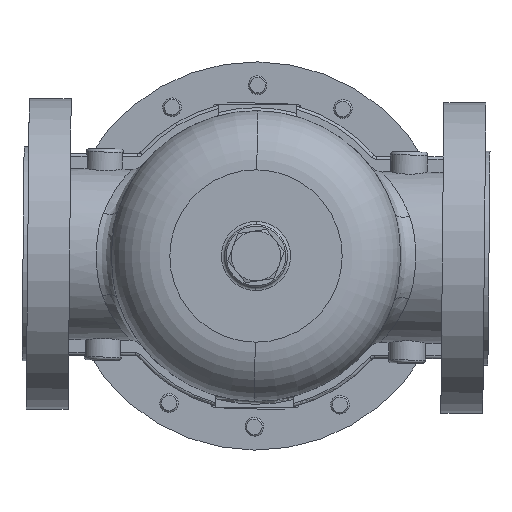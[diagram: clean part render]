
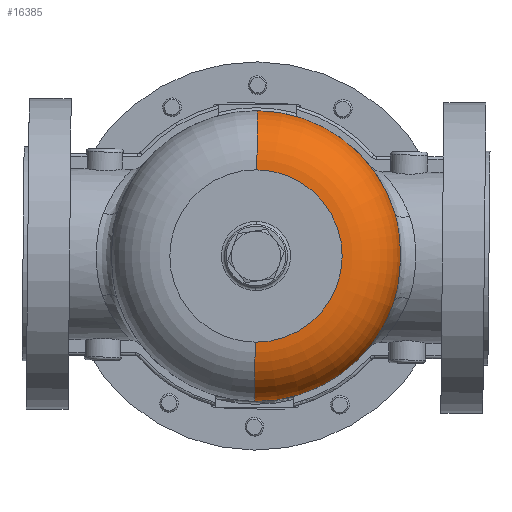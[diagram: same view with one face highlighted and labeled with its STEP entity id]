
A CAD part, front view. The second image highlights one B-rep face of the part: STEP entity #16385.
In plain terms, the highlighted toroidal (fillet/blend) face has major radius 55.5 mm and minor radius 38 mm.
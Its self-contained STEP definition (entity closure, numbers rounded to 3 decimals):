
#53 = CARTESIAN_POINT ( 'NONE',  ( 89.794, -97.478, 26.161 ) ) ;
#144 = DIRECTION ( 'NONE',  ( 1., 0., 0. ) ) ;
#159 = ORIENTED_EDGE ( 'NONE', *, *, #6733, .T. ) ;
#469 = ORIENTED_EDGE ( 'NONE', *, *, #11955, .T. ) ;
#922 = EDGE_CURVE ( 'NONE', #3819, #10472, #2083, .T. ) ;
#1398 = CARTESIAN_POINT ( 'NONE',  ( 92.584, -102.139, -9.823 ) ) ;
#1511 = CARTESIAN_POINT ( 'NONE',  ( 91.728, -100.645, 17.063 ) ) ;
#1686 = CARTESIAN_POINT ( 'NONE',  ( 89.11, -96.439, -28.315 ) ) ;
#1976 = CARTESIAN_POINT ( 'NONE',  ( 0., -96.439, -93.5 ) ) ;
#2083 = CIRCLE ( 'NONE', #4151, 38. ) ;
#2586 = ORIENTED_EDGE ( 'NONE', *, *, #14247, .F. ) ;
#2729 = CARTESIAN_POINT ( 'NONE',  ( 92.811, -102.547, -6.141 ) ) ;
#2785 = DIRECTION ( 'NONE',  ( 0., -1., 0. ) ) ;
#2796 = CARTESIAN_POINT ( 'NONE',  ( 89.11, -96.439, -28.315 ) ) ;
#2822 = DIRECTION ( 'NONE',  ( 0., 0., -1. ) ) ;
#2997 = AXIS2_PLACEMENT_3D ( 'NONE', #16233, #144, #2822 ) ;
#3075 = CIRCLE ( 'NONE', #3271, 93.5 ) ;
#3269 = DIRECTION ( 'NONE',  ( -1., 0., 0. ) ) ;
#3271 = AXIS2_PLACEMENT_3D ( 'NONE', #16655, #3569, #5044 ) ;
#3552 = DIRECTION ( 'NONE',  ( 0., 0., -1. ) ) ;
#3569 = DIRECTION ( 'NONE',  ( 0., 1., 0. ) ) ;
#3819 = VERTEX_POINT ( 'NONE', #1976 ) ;
#4151 = AXIS2_PLACEMENT_3D ( 'NONE', #13421, #3269, #4682 ) ;
#4266 = CARTESIAN_POINT ( 'NONE',  ( 92.118, -101.321, 14.076 ) ) ;
#4271 = CARTESIAN_POINT ( 'NONE',  ( 0., -96.439, 0. ) ) ;
#4300 = EDGE_LOOP ( 'NONE', ( #12569, #469, #11755, #18308, #2586, #159 ) ) ;
#4329 = CARTESIAN_POINT ( 'NONE',  ( 91.739, -100.664, -16.992 ) ) ;
#4682 = DIRECTION ( 'NONE',  ( 0., 0., 1. ) ) ;
#5044 = DIRECTION ( 'NONE',  ( 0., 0., -1. ) ) ;
#5560 = DIRECTION ( 'NONE',  ( 0., -1., 0. ) ) ;
#5685 = CARTESIAN_POINT ( 'NONE',  ( 90.368, -98.394, 23.945 ) ) ;
#5800 = CARTESIAN_POINT ( 'NONE',  ( 91.348, -99.999, -19.33 ) ) ;
#5932 = CARTESIAN_POINT ( 'NONE',  ( 92.564, -102.103, 9.83 ) ) ;
#6331 = TOROIDAL_SURFACE ( 'NONE', #9877, 55.5, 38. ) ;
#6733 = EDGE_CURVE ( 'NONE', #7904, #15690, #15567, .T. ) ;
#7208 = CARTESIAN_POINT ( 'NONE',  ( 92.943, -102.784, -2.431 ) ) ;
#7413 = CIRCLE ( 'NONE', #14398, 55.5 ) ;
#7609 = CIRCLE ( 'NONE', #2997, 38. ) ;
#7904 = VERTEX_POINT ( 'NONE', #1686 ) ;
#7930 = CARTESIAN_POINT ( 'NONE',  ( 0., -134.439, -55.5 ) ) ;
#8317 = CARTESIAN_POINT ( 'NONE',  ( 89.11, -96.439, 28.315 ) ) ;
#8718 = CARTESIAN_POINT ( 'NONE',  ( 92.327, -101.686, 12.265 ) ) ;
#8780 = CARTESIAN_POINT ( 'NONE',  ( 92.191, -101.448, 13.474 ) ) ;
#9544 = CARTESIAN_POINT ( 'NONE',  ( 0., -96.439, 0. ) ) ;
#9877 = AXIS2_PLACEMENT_3D ( 'NONE', #4271, #5560, #12957 ) ;
#10017 = CARTESIAN_POINT ( 'NONE',  ( 92.868, -102.649, -4.901 ) ) ;
#10138 = CARTESIAN_POINT ( 'NONE',  ( 92.659, -102.273, 8.611 ) ) ;
#10252 = CIRCLE ( 'NONE', #14997, 93.5 ) ;
#10299 = CARTESIAN_POINT ( 'NONE',  ( 0., -134.439, 55.5 ) ) ;
#10441 = FACE_OUTER_BOUND ( 'NONE', #4300, .T. ) ;
#10472 = VERTEX_POINT ( 'NONE', #7930 ) ;
#11409 = CARTESIAN_POINT ( 'NONE',  ( 0., -134.439, 0. ) ) ;
#11605 = CARTESIAN_POINT ( 'NONE',  ( 89.767, -97.449, -26.142 ) ) ;
#11723 = CARTESIAN_POINT ( 'NONE',  ( 89.452, -96.959, -27.238 ) ) ;
#11755 = ORIENTED_EDGE ( 'NONE', *, *, #18181, .F. ) ;
#11955 = EDGE_CURVE ( 'NONE', #14821, #15797, #7609, .T. ) ;
#12569 = ORIENTED_EDGE ( 'NONE', *, *, #18027, .F. ) ;
#12951 = CARTESIAN_POINT ( 'NONE',  ( 91.335, -99.977, 19.396 ) ) ;
#12957 = DIRECTION ( 'NONE',  ( 0., 0., -1. ) ) ;
#13076 = CARTESIAN_POINT ( 'NONE',  ( 90.35, -98.37, -23.911 ) ) ;
#13421 = CARTESIAN_POINT ( 'NONE',  ( 0., -96.439, -55.5 ) ) ;
#14247 = EDGE_CURVE ( 'NONE', #7904, #3819, #10252, .T. ) ;
#14398 = AXIS2_PLACEMENT_3D ( 'NONE', #11409, #2785, #18661 ) ;
#14418 = CARTESIAN_POINT ( 'NONE',  ( 92.961, -102.817, -1.199 ) ) ;
#14532 = CARTESIAN_POINT ( 'NONE',  ( 92.886, -102.68, 4.945 ) ) ;
#14821 = VERTEX_POINT ( 'NONE', #18567 ) ;
#14997 = AXIS2_PLACEMENT_3D ( 'NONE', #9544, #15302, #3552 ) ;
#15302 = DIRECTION ( 'NONE',  ( 0., 1., 0. ) ) ;
#15567 = B_SPLINE_CURVE_WITH_KNOTS ( 'NONE', 3,
 ( #2796, #11723, #11605, #13076, #16062, #5800, #4329, #17545, #1398, #2729, #10017, #7208, #14418, #16007, #14532, #10138, #5932, #17416, #8718, #8780, #4266, #1511, #12951, #5685, #53, #15944 ),
 .UNSPECIFIED., .F., .F.,
 ( 4, 2, 2, 2, 2, 2, 2, 2, 2, 2, 2, 2, 4 ),
 ( 0., 0.004, 0.007, 0.015, 0.022, 0.026, 0.03, 0.037, 0.041, 0.043, 0.045, 0.052, 0.06 ),
 .UNSPECIFIED. ) ;
#15690 = VERTEX_POINT ( 'NONE', #8317 ) ;
#15797 = VERTEX_POINT ( 'NONE', #10299 ) ;
#15944 = CARTESIAN_POINT ( 'NONE',  ( 89.11, -96.439, 28.315 ) ) ;
#16007 = CARTESIAN_POINT ( 'NONE',  ( 92.96, -102.816, 2.493 ) ) ;
#16062 = CARTESIAN_POINT ( 'NONE',  ( 90.618, -98.802, -22.774 ) ) ;
#16233 = CARTESIAN_POINT ( 'NONE',  ( 0., -96.439, 55.5 ) ) ;
#16385 = ADVANCED_FACE ( 'NONE', ( #10441 ), #6331, .T. ) ;
#16655 = CARTESIAN_POINT ( 'NONE',  ( 0., -96.439, 0. ) ) ;
#17416 = CARTESIAN_POINT ( 'NONE',  ( 92.39, -101.797, 11.656 ) ) ;
#17545 = CARTESIAN_POINT ( 'NONE',  ( 92.357, -101.734, -12.239 ) ) ;
#18027 = EDGE_CURVE ( 'NONE', #14821, #15690, #3075, .T. ) ;
#18181 = EDGE_CURVE ( 'NONE', #10472, #15797, #7413, .T. ) ;
#18308 = ORIENTED_EDGE ( 'NONE', *, *, #922, .F. ) ;
#18567 = CARTESIAN_POINT ( 'NONE',  ( 0., -96.439, 93.5 ) ) ;
#18661 = DIRECTION ( 'NONE',  ( 0., 0., -1. ) ) ;
